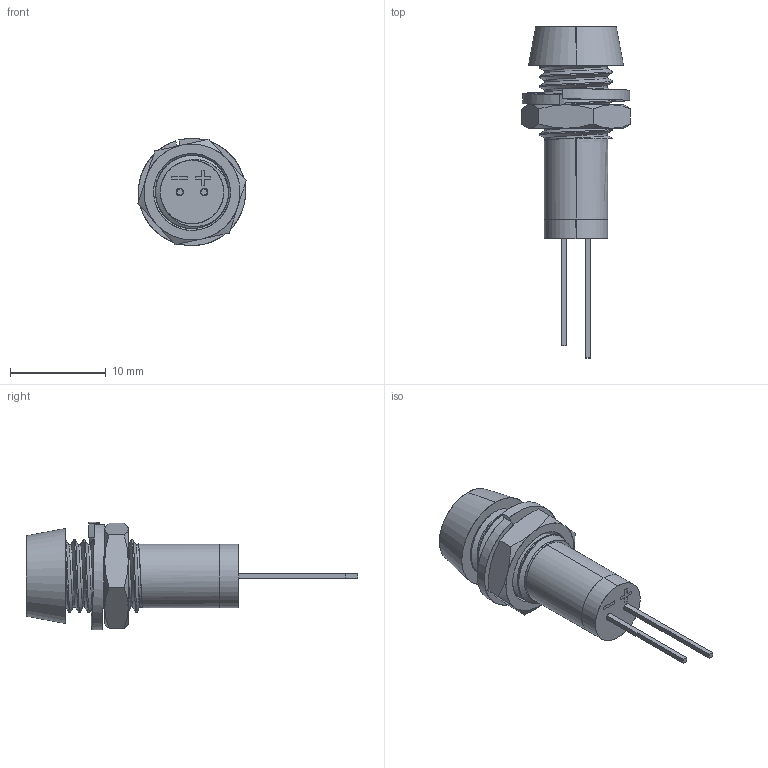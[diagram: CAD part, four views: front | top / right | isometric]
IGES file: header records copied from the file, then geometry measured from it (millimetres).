
Start section: SolidWorks IGES file using analytic representation for surfaces
Global section: file name: PMRL200 WT Series.IGS; native system: SolidWorks 2021; preprocessor: SolidWorks 2021; author: asanchez; date: 211201.114334; units: inch
Bounding box: 11.29 x 34.59 x 11.17 mm (x, y, z)
Surface area: 2095 mm2 (no closed solid volume)
Topology: 0 solids, 0 shells, 161 faces, 1886 edges, 1885 vertices
Faces by surface type: revolution 81, bspline 80
